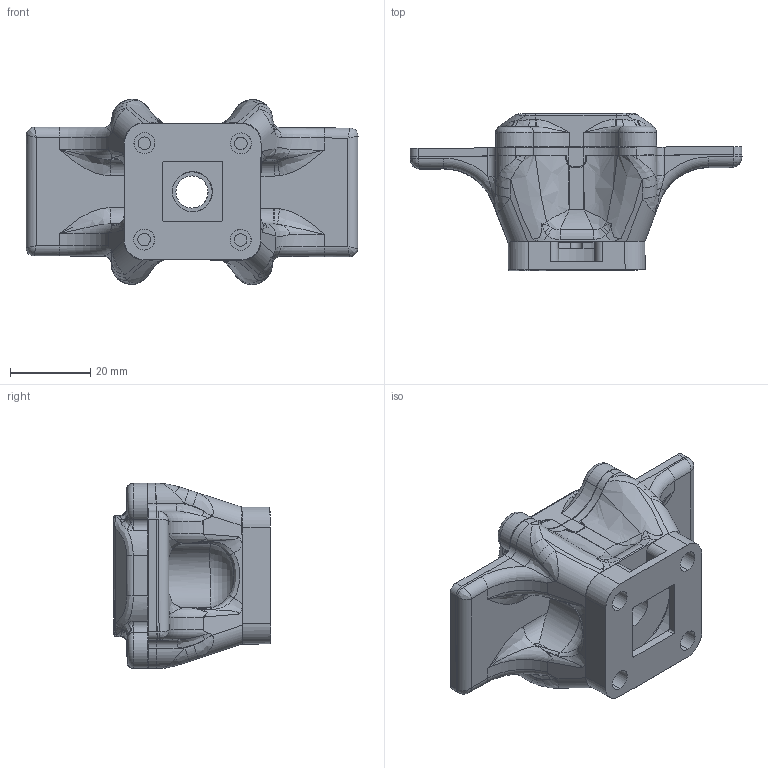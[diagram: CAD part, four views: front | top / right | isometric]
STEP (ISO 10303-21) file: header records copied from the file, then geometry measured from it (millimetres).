
FILE_DESCRIPTION (( 'STEP AP203' ), '1' );
FILE_NAME ('HS ASSM FDM2.STEP', '2022-03-11T06:08:30', ( '' ), ( '' ), 'SwSTEP 2.0', 'SolidWorks 2016', '' );
FILE_SCHEMA (( 'CONFIG_CONTROL_DESIGN' ));
Length unit declared in the file: millimetre
Products named in the file (5): Camera Mount; HS ASSM FDM2; HS MB FDM1; HS MB Spacer FDM; LED Mount w_o posts
Assembly tree (4 placements, depth 2):
  HS ASSM FDM2
    HS MB FDM1
    LED Mount w_o posts
    HS MB Spacer FDM
    Camera Mount
Bounding box: 82.58 x 39.07 x 46.1 mm (x, y, z)
Volume: 44918.8 mm3; surface area: 21354.4 mm2
Topology: 4 solids, 4 shells, 520 faces, 1335 edges, 809 vertices
Faces by surface type: cylinder 204, bspline 132, plane 122, torus 54, cone 8
Entity records: 23271 total; most frequent: CARTESIAN_POINT 11102, ORIENTED_EDGE 2618, DIRECTION 2249, EDGE_CURVE 1309, AXIS2_PLACEMENT_3D 905, VERTEX_POINT 809, EDGE_LOOP 572, FACE_OUTER_BOUND 520
